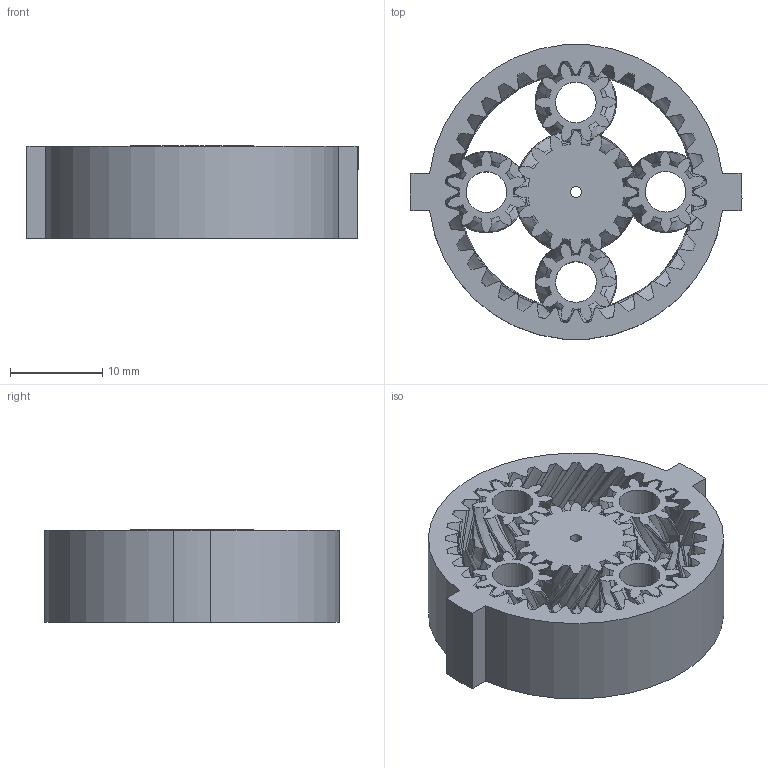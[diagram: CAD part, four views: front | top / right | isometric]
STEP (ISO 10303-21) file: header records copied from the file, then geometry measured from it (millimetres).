
FILE_DESCRIPTION(/* description */ ('','CAx-IF Rec.Pracs.---Representation and Presentation of Product Manufacturing Information (PMI)---4.0---2014-10-13'),/* implementation_level */ '2;1');
FILE_NAME(/* name */ 'planetarygear.step',/* time_stamp */ '2025-01-06T14:41:58+01:00',/* author */ (''),/* organization */ (''),/* preprocessor_version */ 'ST-DEVELOPER v20',/* originating_system */ 'Autodesk Translation Framework v13.20.0.188',/* authorisation */ '');
FILE_SCHEMA (('AP242_MANAGED_MODEL_BASED_3D_ENGINEERING_MIM_LF { 1 0 10303 442 1 1 4 }'));
Length unit declared in the file: millimetre
Products named in the file (4): Planetary Reductor Two; Sun (1); Planet (1); Ring (1) (1)
Assembly tree (3 placements, depth 2):
  Planetary Reductor Two
    Sun (1)
    Planet (1)
    Ring (1) (1)
Bounding box: 35.98 x 31.88 x 10.04 mm (x, y, z)
Volume: 4385 mm3; surface area: 6949.6 mm2
Topology: 6 solids, 6 shells, 1202 faces, 3389 edges, 2200 vertices
Faces by surface type: bspline 1116, cylinder 65, plane 21
Full cylindrical faces by diameter (mm): 1.2 x1, 4.4 x4
Entity records: 98684 total; most frequent: CARTESIAN_POINT 75462, ORIENTED_EDGE 6778, EDGE_CURVE 3389, B_SPLINE_CURVE_WITH_KNOTS 2494, VERTEX_POINT 2200, DIRECTION 1523, EDGE_LOOP 1215, FACE_OUTER_BOUND 1202
